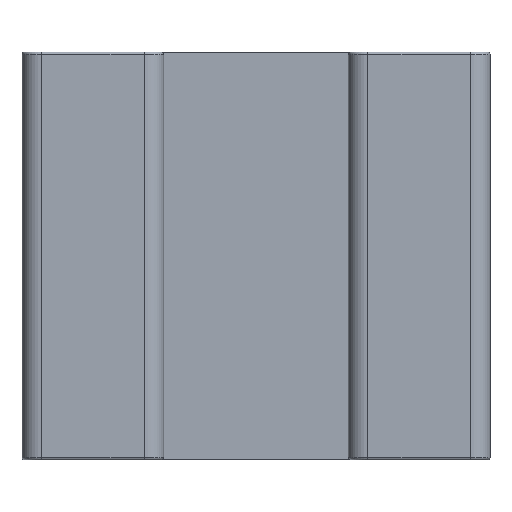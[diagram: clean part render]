
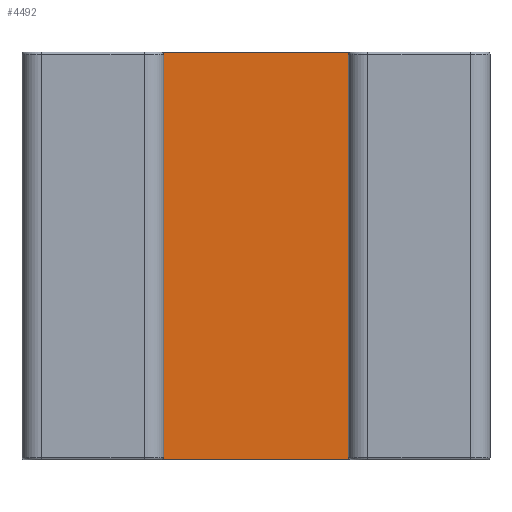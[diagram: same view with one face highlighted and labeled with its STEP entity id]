
A CAD part, front view. The second image highlights one B-rep face of the part: STEP entity #4492.
In plain terms, the highlighted planar face has unit normal (0, -1, 0).
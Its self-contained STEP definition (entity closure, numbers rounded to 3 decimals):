
#4276 = EDGE_CURVE('',#4277,#4279,#4281,.T.);
#4277 = VERTEX_POINT('',#4278);
#4278 = CARTESIAN_POINT('',(0.,0.,0.));
#4279 = VERTEX_POINT('',#4280);
#4280 = CARTESIAN_POINT('',(0.,0.,75.));
#4281 = SURFACE_CURVE('',#4282,(#4286,#4298),.PCURVE_S1.);
#4282 = LINE('',#4283,#4284);
#4283 = CARTESIAN_POINT('',(0.,0.,0.));
#4284 = VECTOR('',#4285,1.);
#4285 = DIRECTION('',(0.,0.,1.));
#4286 = PCURVE('',#4287,#4292);
#4287 = PLANE('',#4288);
#4288 = AXIS2_PLACEMENT_3D('',#4289,#4290,#4291);
#4289 = CARTESIAN_POINT('',(0.,0.,0.));
#4290 = DIRECTION('',(1.,0.,-0.));
#4291 = DIRECTION('',(0.,0.,1.));
#4292 = DEFINITIONAL_REPRESENTATION('',(#4293),#4297);
#4293 = LINE('',#4294,#4295);
#4294 = CARTESIAN_POINT('',(0.,0.));
#4295 = VECTOR('',#4296,1.);
#4296 = DIRECTION('',(1.,0.));
#4297 = ( GEOMETRIC_REPRESENTATION_CONTEXT(2) 
PARAMETRIC_REPRESENTATION_CONTEXT() REPRESENTATION_CONTEXT('2D SPACE',''
  ) );
#4298 = PCURVE('',#4299,#4304);
#4299 = PLANE('',#4300);
#4300 = AXIS2_PLACEMENT_3D('',#4301,#4302,#4303);
#4301 = CARTESIAN_POINT('',(0.,0.,0.));
#4302 = DIRECTION('',(-0.,1.,0.));
#4303 = DIRECTION('',(0.,0.,1.));
#4304 = DEFINITIONAL_REPRESENTATION('',(#4305),#4309);
#4305 = LINE('',#4306,#4307);
#4306 = CARTESIAN_POINT('',(0.,0.));
#4307 = VECTOR('',#4308,1.);
#4308 = DIRECTION('',(1.,0.));
#4309 = ( GEOMETRIC_REPRESENTATION_CONTEXT(2) 
PARAMETRIC_REPRESENTATION_CONTEXT() REPRESENTATION_CONTEXT('2D SPACE',''
  ) );
#4327 = PLANE('',#4328);
#4328 = AXIS2_PLACEMENT_3D('',#4329,#4330,#4331);
#4329 = CARTESIAN_POINT('',(0.,0.,0.));
#4330 = DIRECTION('',(0.,0.,1.));
#4331 = DIRECTION('',(1.,0.,-0.));
#4381 = PLANE('',#4382);
#4382 = AXIS2_PLACEMENT_3D('',#4383,#4384,#4385);
#4383 = CARTESIAN_POINT('',(0.,0.,75.));
#4384 = DIRECTION('',(0.,0.,1.));
#4385 = DIRECTION('',(1.,0.,-0.));
#4396 = EDGE_CURVE('',#4397,#4399,#4401,.T.);
#4397 = VERTEX_POINT('',#4398);
#4398 = CARTESIAN_POINT('',(40.,0.,0.));
#4399 = VERTEX_POINT('',#4400);
#4400 = CARTESIAN_POINT('',(40.,0.,75.));
#4401 = SURFACE_CURVE('',#4402,(#4406,#4418),.PCURVE_S1.);
#4402 = LINE('',#4403,#4404);
#4403 = CARTESIAN_POINT('',(40.,0.,0.));
#4404 = VECTOR('',#4405,1.);
#4405 = DIRECTION('',(0.,0.,1.));
#4406 = PCURVE('',#4407,#4412);
#4407 = PLANE('',#4408);
#4408 = AXIS2_PLACEMENT_3D('',#4409,#4410,#4411);
#4409 = CARTESIAN_POINT('',(40.,0.,0.));
#4410 = DIRECTION('',(1.,0.,-0.));
#4411 = DIRECTION('',(0.,0.,1.));
#4412 = DEFINITIONAL_REPRESENTATION('',(#4413),#4417);
#4413 = LINE('',#4414,#4415);
#4414 = CARTESIAN_POINT('',(0.,0.));
#4415 = VECTOR('',#4416,1.);
#4416 = DIRECTION('',(1.,0.));
#4417 = ( GEOMETRIC_REPRESENTATION_CONTEXT(2) 
PARAMETRIC_REPRESENTATION_CONTEXT() REPRESENTATION_CONTEXT('2D SPACE',''
  ) );
#4418 = PCURVE('',#4299,#4419);
#4419 = DEFINITIONAL_REPRESENTATION('',(#4420),#4424);
#4420 = LINE('',#4421,#4422);
#4421 = CARTESIAN_POINT('',(0.,40.));
#4422 = VECTOR('',#4423,1.);
#4423 = DIRECTION('',(1.,0.));
#4424 = ( GEOMETRIC_REPRESENTATION_CONTEXT(2) 
PARAMETRIC_REPRESENTATION_CONTEXT() REPRESENTATION_CONTEXT('2D SPACE',''
  ) );
#4492 = ADVANCED_FACE('',(#4493),#4299,.F.);
#4493 = FACE_BOUND('',#4494,.F.);
#4494 = EDGE_LOOP('',(#4495,#4516,#4517,#4538));
#4495 = ORIENTED_EDGE('',*,*,#4496,.F.);
#4496 = EDGE_CURVE('',#4277,#4397,#4497,.T.);
#4497 = SURFACE_CURVE('',#4498,(#4502,#4509),.PCURVE_S1.);
#4498 = LINE('',#4499,#4500);
#4499 = CARTESIAN_POINT('',(0.,0.,0.));
#4500 = VECTOR('',#4501,1.);
#4501 = DIRECTION('',(1.,0.,-0.));
#4502 = PCURVE('',#4299,#4503);
#4503 = DEFINITIONAL_REPRESENTATION('',(#4504),#4508);
#4504 = LINE('',#4505,#4506);
#4505 = CARTESIAN_POINT('',(0.,0.));
#4506 = VECTOR('',#4507,1.);
#4507 = DIRECTION('',(0.,1.));
#4508 = ( GEOMETRIC_REPRESENTATION_CONTEXT(2) 
PARAMETRIC_REPRESENTATION_CONTEXT() REPRESENTATION_CONTEXT('2D SPACE',''
  ) );
#4509 = PCURVE('',#4327,#4510);
#4510 = DEFINITIONAL_REPRESENTATION('',(#4511),#4515);
#4511 = LINE('',#4512,#4513);
#4512 = CARTESIAN_POINT('',(0.,0.));
#4513 = VECTOR('',#4514,1.);
#4514 = DIRECTION('',(1.,0.));
#4515 = ( GEOMETRIC_REPRESENTATION_CONTEXT(2) 
PARAMETRIC_REPRESENTATION_CONTEXT() REPRESENTATION_CONTEXT('2D SPACE',''
  ) );
#4516 = ORIENTED_EDGE('',*,*,#4276,.T.);
#4517 = ORIENTED_EDGE('',*,*,#4518,.T.);
#4518 = EDGE_CURVE('',#4279,#4399,#4519,.T.);
#4519 = SURFACE_CURVE('',#4520,(#4524,#4531),.PCURVE_S1.);
#4520 = LINE('',#4521,#4522);
#4521 = CARTESIAN_POINT('',(0.,0.,75.));
#4522 = VECTOR('',#4523,1.);
#4523 = DIRECTION('',(1.,0.,-0.));
#4524 = PCURVE('',#4299,#4525);
#4525 = DEFINITIONAL_REPRESENTATION('',(#4526),#4530);
#4526 = LINE('',#4527,#4528);
#4527 = CARTESIAN_POINT('',(75.,0.));
#4528 = VECTOR('',#4529,1.);
#4529 = DIRECTION('',(0.,1.));
#4530 = ( GEOMETRIC_REPRESENTATION_CONTEXT(2) 
PARAMETRIC_REPRESENTATION_CONTEXT() REPRESENTATION_CONTEXT('2D SPACE',''
  ) );
#4531 = PCURVE('',#4381,#4532);
#4532 = DEFINITIONAL_REPRESENTATION('',(#4533),#4537);
#4533 = LINE('',#4534,#4535);
#4534 = CARTESIAN_POINT('',(0.,0.));
#4535 = VECTOR('',#4536,1.);
#4536 = DIRECTION('',(1.,0.));
#4537 = ( GEOMETRIC_REPRESENTATION_CONTEXT(2) 
PARAMETRIC_REPRESENTATION_CONTEXT() REPRESENTATION_CONTEXT('2D SPACE',''
  ) );
#4538 = ORIENTED_EDGE('',*,*,#4396,.F.);
